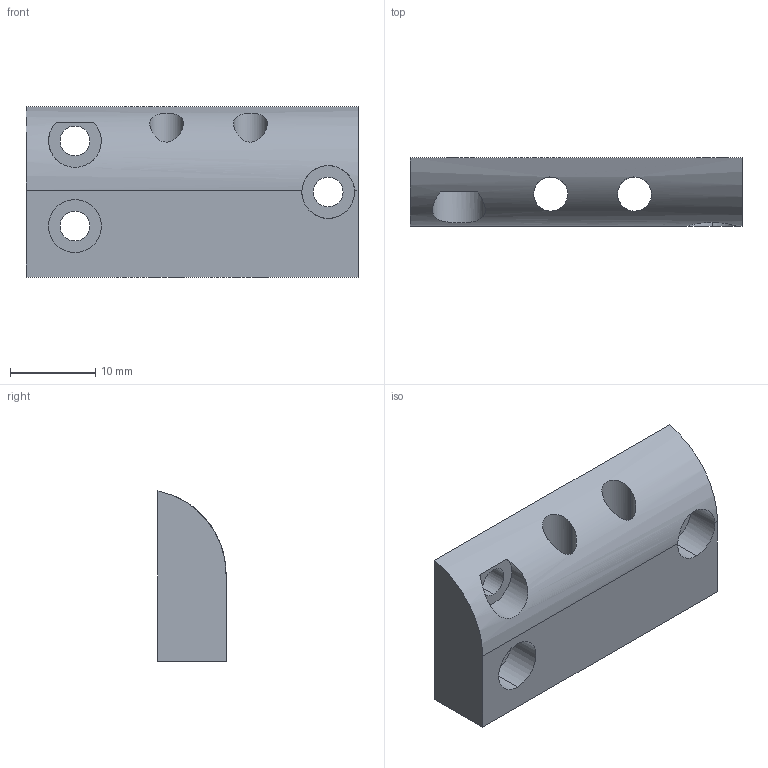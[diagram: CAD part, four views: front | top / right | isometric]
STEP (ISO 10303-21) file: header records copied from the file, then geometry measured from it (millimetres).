
FILE_DESCRIPTION (( 'STEP AP214' ), '1' );
FILE_NAME ('shoulder_roll_motor_support_inverse_x2.STEP', '2021-05-02T04:49:06', ( '' ), ( '' ), 'SwSTEP 2.0', 'SolidWorks 2019', '' );
FILE_SCHEMA (( 'AUTOMOTIVE_DESIGN' ));
Length unit declared in the file: millimetre
Products named in the file (1): shoulder_roll_motor_support_inverse_x2
Bounding box: 39 x 8 x 20 mm (x, y, z)
Volume: 4606.9 mm3; surface area: 2950.9 mm2
Topology: 1 solids, 1 shells, 24 faces, 60 edges, 40 vertices
Faces by surface type: cylinder 16, plane 8
Entity records: 960 total; most frequent: CARTESIAN_POINT 314, DIRECTION 130, ORIENTED_EDGE 120, EDGE_CURVE 60, AXIS2_PLACEMENT_3D 52, VERTEX_POINT 40, EDGE_LOOP 36, CIRCLE 27
